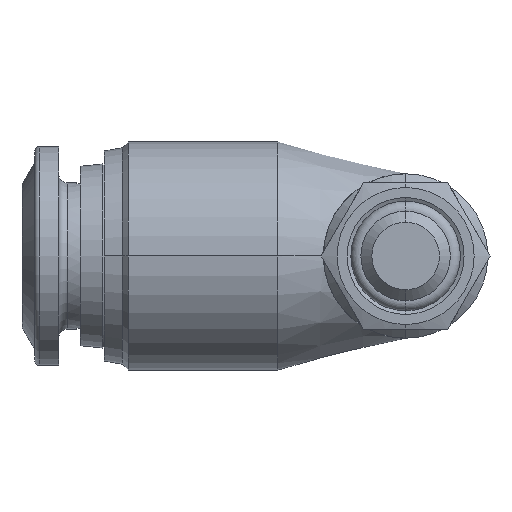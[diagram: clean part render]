
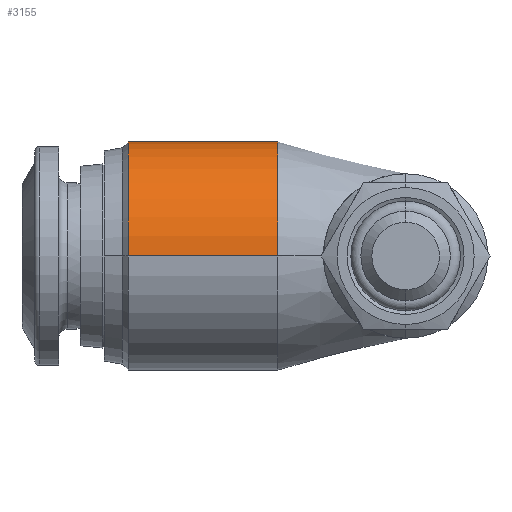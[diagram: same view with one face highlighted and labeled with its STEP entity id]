
A CAD part, front view. The second image highlights one B-rep face of the part: STEP entity #3155.
In plain terms, the highlighted cylindrical face has radius 6.25 mm (diameter 12.5 mm), a partial arc.
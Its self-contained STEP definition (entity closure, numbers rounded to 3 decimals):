
#113 = ORIENTED_EDGE ( 'NONE', *, *, #2688, .T. ) ;
#115 = ORIENTED_EDGE ( 'NONE', *, *, #2710, .T. ) ;
#117 = ORIENTED_EDGE ( 'NONE', *, *, #5502, .T. ) ;
#119 = ORIENTED_EDGE ( 'NONE', *, *, #2711, .F. ) ;
#524 = DIRECTION ( 'NONE',  ( -1., 0., 0. ) ) ;
#528 = CARTESIAN_POINT ( 'NONE',  ( -18., 21.8, 0. ) ) ;
#532 = CARTESIAN_POINT ( 'NONE',  ( -18., 9.3, 0. ) ) ;
#533 = DIRECTION ( 'NONE',  ( -1., 0., 0. ) ) ;
#571 = AXIS2_PLACEMENT_3D ( 'NONE', #4121, #4122, #4124 ) ;
#1516 = DIRECTION ( 'NONE',  ( 0., -1., 0. ) ) ;
#1518 = CARTESIAN_POINT ( 'NONE',  ( -18., 15.55, 0. ) ) ;
#1521 = DIRECTION ( 'NONE',  ( -1., 0., 0. ) ) ;
#1937 = CARTESIAN_POINT ( 'NONE',  ( -7., 21.8, 0. ) ) ;
#1939 = CARTESIAN_POINT ( 'NONE',  ( -15.176, 21.8, 0. ) ) ;
#1940 = CARTESIAN_POINT ( 'NONE',  ( -7., 9.3, 0. ) ) ;
#1951 = CARTESIAN_POINT ( 'NONE',  ( -15.176, 9.3, 0. ) ) ;
#2688 = EDGE_CURVE ( 'NONE', #4286, #4280, #3037, .T. ) ;
#2710 = EDGE_CURVE ( 'NONE', #4280, #4284, #3224, .T. ) ;
#2711 = EDGE_CURVE ( 'NONE', #4286, #4308, #3223, .T. ) ;
#3037 = CIRCLE ( 'NONE', #3457, 6.25 ) ;
#3155 = ADVANCED_FACE ( 'NONE', ( #3556 ), #3547, .T. ) ;
#3223 = LINE ( 'NONE', #532, #3227 ) ;
#3224 = LINE ( 'NONE', #528, #3225 ) ;
#3225 = VECTOR ( 'NONE', #524, 1000. ) ;
#3227 = VECTOR ( 'NONE', #533, 1000. ) ;
#3457 = AXIS2_PLACEMENT_3D ( 'NONE', #4830, #4831, #4832 ) ;
#3547 = CYLINDRICAL_SURFACE ( 'NONE', #5261, 6.25 ) ;
#3556 = FACE_OUTER_BOUND ( 'NONE', #3959, .T. ) ;
#3959 = EDGE_LOOP ( 'NONE', ( #113, #115, #117, #119 ) ) ;
#4121 = CARTESIAN_POINT ( 'NONE',  ( -15.176, 15.55, 0. ) ) ;
#4122 = DIRECTION ( 'NONE',  ( 1., 0., 0. ) ) ;
#4124 = DIRECTION ( 'NONE',  ( 0., 1., 0. ) ) ;
#4280 = VERTEX_POINT ( 'NONE', #1937 ) ;
#4284 = VERTEX_POINT ( 'NONE', #1939 ) ;
#4286 = VERTEX_POINT ( 'NONE', #1940 ) ;
#4308 = VERTEX_POINT ( 'NONE', #1951 ) ;
#4830 = CARTESIAN_POINT ( 'NONE',  ( -7., 15.55, 0. ) ) ;
#4831 = DIRECTION ( 'NONE',  ( -1., 0., 0. ) ) ;
#4832 = DIRECTION ( 'NONE',  ( 0., -1., 0. ) ) ;
#5261 = AXIS2_PLACEMENT_3D ( 'NONE', #1518, #1521, #1516 ) ;
#5502 = EDGE_CURVE ( 'NONE', #4284, #4308, #5791, .T. ) ;
#5791 = CIRCLE ( 'NONE', #571, 6.25 ) ;
